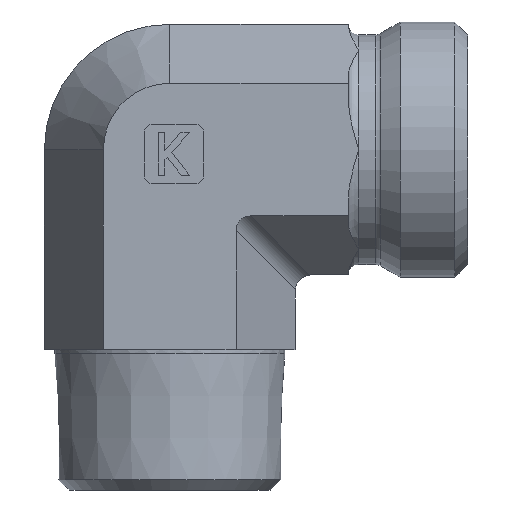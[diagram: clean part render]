
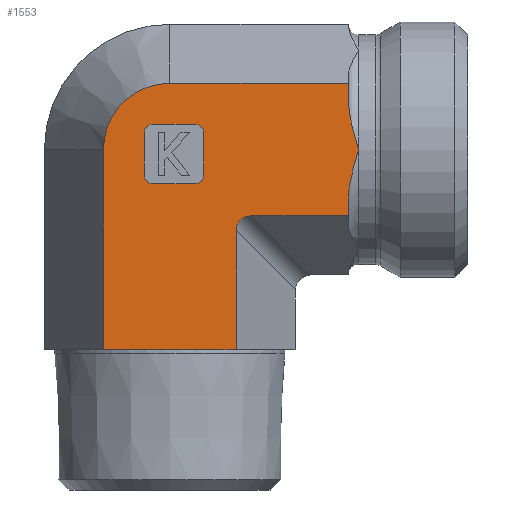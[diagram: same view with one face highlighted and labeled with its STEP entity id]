
A CAD part, left-side view. The second image highlights one B-rep face of the part: STEP entity #1553.
In plain terms, the highlighted planar face has unit normal (-1, 0, 0).
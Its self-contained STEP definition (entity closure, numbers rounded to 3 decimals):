
#373=CARTESIAN_POINT('',(-31.685,17.338,0.));
#374=VERTEX_POINT('',#373);
#375=CARTESIAN_POINT('',(-31.685,10.491,0.));
#376=VERTEX_POINT('',#375);
#377=CARTESIAN_POINT('',(-31.685,17.338,0.0));
#378=DIRECTION('',(0.0,-1.0,0.0));
#379=VECTOR('',#378,6.848);
#380=LINE('',#377,#379);
#381=EDGE_CURVE('',#374,#376,#380,.T.);
#406=CARTESIAN_POINT('',(-31.685,1.75,0.));
#407=VERTEX_POINT('',#406);
#416=CARTESIAN_POINT('',(-31.685,8.597,0.));
#417=VERTEX_POINT('',#416);
#418=CARTESIAN_POINT('',(-31.685,8.597,0.));
#419=DIRECTION('',(0.0,-1.0,0.0));
#420=VECTOR('',#419,6.848);
#421=LINE('',#418,#420);
#422=EDGE_CURVE('',#417,#407,#421,.T.);
#936=CARTESIAN_POINT('',(-31.685,-12.656,23.5));
#937=VERTEX_POINT('',#936);
#945=CARTESIAN_POINT('',(-31.685,-11.456,17.683));
#946=VERTEX_POINT('',#945);
#947=CARTESIAN_POINT('',(-31.685,-11.456,17.683));
#948=CARTESIAN_POINT('',(-31.685,-11.456,19.556));
#949=CARTESIAN_POINT('',(-31.685,-12.121,21.704));
#950=CARTESIAN_POINT('',(-31.685,-12.656,23.5));
#951=B_SPLINE_CURVE_WITH_KNOTS('',3,(#947,#948,#949,#950),.UNSPECIFIED.,.F.,.U.,(4,4),(1.145,1.707),.UNSPECIFIED.);
#952=EDGE_CURVE('',#946,#937,#951,.T.);
#980=CARTESIAN_POINT('',(-31.685,-11.456,29.317));
#981=VERTEX_POINT('',#980);
#989=CARTESIAN_POINT('',(-31.685,-12.656,23.5));
#990=CARTESIAN_POINT('',(-31.685,-12.121,25.296));
#991=CARTESIAN_POINT('',(-31.685,-11.456,27.444));
#992=CARTESIAN_POINT('',(-31.685,-11.456,29.317));
#993=B_SPLINE_CURVE_WITH_KNOTS('',3,(#989,#990,#991,#992),.UNSPECIFIED.,.F.,.U.,(4,4),(0.0,0.562),.UNSPECIFIED.);
#994=EDGE_CURVE('',#937,#981,#993,.T.);
#1378=CARTESIAN_POINT('',(-31.685,-11.456,15.706));
#1379=VERTEX_POINT('',#1378);
#1386=CARTESIAN_POINT('',(-31.685,0.018,15.706));
#1387=VERTEX_POINT('',#1386);
#1388=CARTESIAN_POINT('',(-31.685,0.018,15.706));
#1389=DIRECTION('',(0.0,-1.0,0.0));
#1390=VECTOR('',#1389,11.474);
#1391=LINE('',#1388,#1390);
#1392=EDGE_CURVE('',#1387,#1379,#1391,.T.);
#1413=CARTESIAN_POINT('',(-31.685,1.75,0.0));
#1414=DIRECTION('',(-1.0,0.0,0.0));
#1415=DIRECTION('',(0.0,0.0,1.0));
#1416=AXIS2_PLACEMENT_3D('',#1413,#1414,#1415);
#1417=PLANE('',#1416);
#1418=ORIENTED_EDGE('',*,*,#422,.T.);
#1419=CARTESIAN_POINT('',(-31.685,1.75,13.974));
#1420=VERTEX_POINT('',#1419);
#1421=CARTESIAN_POINT('',(-31.685,1.75,0.));
#1422=DIRECTION('',(0.0,0.0,1.0));
#1423=VECTOR('',#1422,13.974);
#1424=LINE('',#1421,#1423);
#1425=EDGE_CURVE('',#407,#1420,#1424,.T.);
#1426=ORIENTED_EDGE('',*,*,#1425,.T.);
#1427=CARTESIAN_POINT('',(-31.685,-0.56,13.396));
#1428=DIRECTION('',(-1.0,0.0,0.0));
#1429=DIRECTION('',(0.0,0.707,0.707));
#1430=AXIS2_PLACEMENT_3D('',#1427,#1428,#1429);
#1431=ELLIPSE('',#1430,2.582,2.0);
#1432=EDGE_CURVE('',#1387,#1420,#1431,.T.);
#1433=ORIENTED_EDGE('',*,*,#1432,.F.);
#1434=ORIENTED_EDGE('',*,*,#1392,.T.);
#1435=CARTESIAN_POINT('',(-31.685,-11.456,15.706));
#1436=DIRECTION('',(0.0,0.0,1.0));
#1437=VECTOR('',#1436,1.977);
#1438=LINE('',#1435,#1437);
#1439=EDGE_CURVE('',#1379,#946,#1438,.T.);
#1440=ORIENTED_EDGE('',*,*,#1439,.T.);
#1441=ORIENTED_EDGE('',*,*,#952,.T.);
#1442=ORIENTED_EDGE('',*,*,#994,.T.);
#1443=CARTESIAN_POINT('',(-31.685,-11.456,31.294));
#1444=VERTEX_POINT('',#1443);
#1445=CARTESIAN_POINT('',(-31.685,-11.456,29.317));
#1446=DIRECTION('',(0.0,0.0,1.0));
#1447=VECTOR('',#1446,1.977);
#1448=LINE('',#1445,#1447);
#1449=EDGE_CURVE('',#981,#1444,#1448,.T.);
#1450=ORIENTED_EDGE('',*,*,#1449,.T.);
#1451=CARTESIAN_POINT('',(-31.685,9.544,31.294));
#1452=VERTEX_POINT('',#1451);
#1453=CARTESIAN_POINT('',(-31.685,9.544,31.294));
#1454=DIRECTION('',(0.0,-1.0,0.0));
#1455=VECTOR('',#1454,21.0);
#1456=LINE('',#1453,#1455);
#1457=EDGE_CURVE('',#1452,#1444,#1456,.T.);
#1458=ORIENTED_EDGE('',*,*,#1457,.F.);
#1459=CARTESIAN_POINT('',(-31.685,17.338,23.5));
#1460=VERTEX_POINT('',#1459);
#1461=CARTESIAN_POINT('',(-31.685,9.544,23.5));
#1462=DIRECTION('',(-1.0,0.0,0.0));
#1463=DIRECTION('',(0.0,0.0,1.0));
#1464=AXIS2_PLACEMENT_3D('',#1461,#1462,#1463);
#1465=CIRCLE('',#1464,7.794);
#1466=EDGE_CURVE('',#1452,#1460,#1465,.T.);
#1467=ORIENTED_EDGE('',*,*,#1466,.T.);
#1468=CARTESIAN_POINT('',(-31.685,17.338,0.));
#1469=DIRECTION('',(0.0,0.0,1.0));
#1470=VECTOR('',#1469,23.5);
#1471=LINE('',#1468,#1470);
#1472=EDGE_CURVE('',#374,#1460,#1471,.T.);
#1473=ORIENTED_EDGE('',*,*,#1472,.F.);
#1474=ORIENTED_EDGE('',*,*,#381,.T.);
#1475=CARTESIAN_POINT('',(-31.685,10.491,0.0));
#1476=DIRECTION('',(0.0,-1.0,0.0));
#1477=VECTOR('',#1476,1.893);
#1478=LINE('',#1475,#1477);
#1479=EDGE_CURVE('',#376,#417,#1478,.T.);
#1480=ORIENTED_EDGE('',*,*,#1479,.T.);
#1481=EDGE_LOOP('',(#1418,#1426,#1433,#1434,#1440,#1441,#1442,#1450,#1458,#1467,#1473,#1474,#1480));
#1482=FACE_OUTER_BOUND('',#1481,.T.);
#1483=CARTESIAN_POINT('',(-31.685,6.544,19.5));
#1484=VERTEX_POINT('',#1483);
#1485=CARTESIAN_POINT('',(-31.685,11.544,19.5));
#1486=VERTEX_POINT('',#1485);
#1487=CARTESIAN_POINT('',(-31.685,6.544,19.5));
#1488=DIRECTION('',(0.0,1.0,0.0));
#1489=VECTOR('',#1488,5.);
#1490=LINE('',#1487,#1489);
#1491=EDGE_CURVE('',#1484,#1486,#1490,.T.);
#1492=ORIENTED_EDGE('',*,*,#1491,.T.);
#1493=CARTESIAN_POINT('',(-31.685,12.544,20.5));
#1494=VERTEX_POINT('',#1493);
#1495=CARTESIAN_POINT('',(-31.685,11.544,20.5));
#1496=DIRECTION('',(-1.0,0.0,0.0));
#1497=DIRECTION('',(0.0,0.707,-0.707));
#1498=AXIS2_PLACEMENT_3D('',#1495,#1496,#1497);
#1499=CIRCLE('',#1498,1.0);
#1500=EDGE_CURVE('',#1494,#1486,#1499,.T.);
#1501=ORIENTED_EDGE('',*,*,#1500,.F.);
#1502=CARTESIAN_POINT('',(-31.685,12.544,25.5));
#1503=VERTEX_POINT('',#1502);
#1504=CARTESIAN_POINT('',(-31.685,12.544,20.5));
#1505=DIRECTION('',(0.0,0.0,1.0));
#1506=VECTOR('',#1505,5.);
#1507=LINE('',#1504,#1506);
#1508=EDGE_CURVE('',#1494,#1503,#1507,.T.);
#1509=ORIENTED_EDGE('',*,*,#1508,.T.);
#1510=CARTESIAN_POINT('',(-31.685,11.544,26.5));
#1511=VERTEX_POINT('',#1510);
#1512=CARTESIAN_POINT('',(-31.685,11.544,25.5));
#1513=DIRECTION('',(-1.0,0.0,0.0));
#1514=DIRECTION('',(0.0,0.707,0.707));
#1515=AXIS2_PLACEMENT_3D('',#1512,#1513,#1514);
#1516=CIRCLE('',#1515,1.0);
#1517=EDGE_CURVE('',#1511,#1503,#1516,.T.);
#1518=ORIENTED_EDGE('',*,*,#1517,.F.);
#1519=CARTESIAN_POINT('',(-31.685,6.544,26.5));
#1520=VERTEX_POINT('',#1519);
#1521=CARTESIAN_POINT('',(-31.685,11.544,26.5));
#1522=DIRECTION('',(0.0,-1.0,0.0));
#1523=VECTOR('',#1522,5.0);
#1524=LINE('',#1521,#1523);
#1525=EDGE_CURVE('',#1511,#1520,#1524,.T.);
#1526=ORIENTED_EDGE('',*,*,#1525,.T.);
#1527=CARTESIAN_POINT('',(-31.685,5.544,25.5));
#1528=VERTEX_POINT('',#1527);
#1529=CARTESIAN_POINT('',(-31.685,6.544,25.5));
#1530=DIRECTION('',(-1.0,0.0,0.0));
#1531=DIRECTION('',(0.0,-0.707,0.707));
#1532=AXIS2_PLACEMENT_3D('',#1529,#1530,#1531);
#1533=CIRCLE('',#1532,1.0);
#1534=EDGE_CURVE('',#1528,#1520,#1533,.T.);
#1535=ORIENTED_EDGE('',*,*,#1534,.F.);
#1536=CARTESIAN_POINT('',(-31.685,5.544,20.5));
#1537=VERTEX_POINT('',#1536);
#1538=CARTESIAN_POINT('',(-31.685,5.544,25.5));
#1539=DIRECTION('',(0.0,0.0,-1.0));
#1540=VECTOR('',#1539,5.);
#1541=LINE('',#1538,#1540);
#1542=EDGE_CURVE('',#1528,#1537,#1541,.T.);
#1543=ORIENTED_EDGE('',*,*,#1542,.T.);
#1544=CARTESIAN_POINT('',(-31.685,6.544,20.5));
#1545=DIRECTION('',(-1.0,0.0,0.0));
#1546=DIRECTION('',(0.0,-0.707,-0.707));
#1547=AXIS2_PLACEMENT_3D('',#1544,#1545,#1546);
#1548=CIRCLE('',#1547,1.0);
#1549=EDGE_CURVE('',#1484,#1537,#1548,.T.);
#1550=ORIENTED_EDGE('',*,*,#1549,.F.);
#1551=EDGE_LOOP('',(#1492,#1501,#1509,#1518,#1526,#1535,#1543,#1550));
#1552=FACE_BOUND('',#1551,.T.);
#1553=ADVANCED_FACE('',(#1482,#1552),#1417,.T.);
